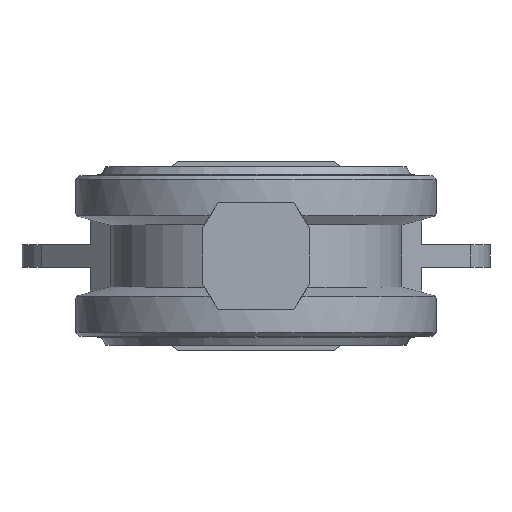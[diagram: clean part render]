
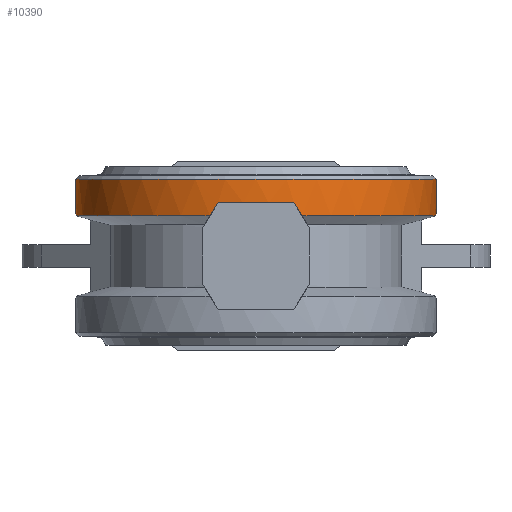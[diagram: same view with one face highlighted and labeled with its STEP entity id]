
A CAD part, front view. The second image highlights one B-rep face of the part: STEP entity #10390.
In plain terms, the highlighted cylindrical face has radius 47.5 mm (diameter 95 mm), a partial arc.
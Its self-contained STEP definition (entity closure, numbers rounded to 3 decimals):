
#37 = CARTESIAN_POINT ( 'NONE',  ( -12.107, -45.931, 10.576 ) ) ;
#297 = CIRCLE ( 'NONE', #24773, 47.5 ) ;
#420 = DIRECTION ( 'NONE',  ( 0., 0., -1. ) ) ;
#510 = CARTESIAN_POINT ( 'NONE',  ( 0., 0., 55.8 ) ) ;
#633 = ORIENTED_EDGE ( 'NONE', *, *, #16814, .T. ) ;
#658 = VERTEX_POINT ( 'NONE', #25537 ) ;
#1273 = LINE ( 'NONE', #19224, #28066 ) ;
#1334 = DIRECTION ( 'NONE',  ( 0., 0., 1. ) ) ;
#1848 = ORIENTED_EDGE ( 'NONE', *, *, #23386, .T. ) ;
#1999 = VERTEX_POINT ( 'NONE', #7426 ) ;
#2037 = CARTESIAN_POINT ( 'NONE',  ( 43.599, 18.851, 500000. ) ) ;
#2118 = ORIENTED_EDGE ( 'NONE', *, *, #5968, .T. ) ;
#2306 = AXIS2_PLACEMENT_3D ( 'NONE', #28107, #12129, #30724 ) ;
#2513 = DIRECTION ( 'NONE',  ( 0., 0., 1. ) ) ;
#3680 = CARTESIAN_POINT ( 'NONE',  ( -37.502, 29.152, 3. ) ) ;
#3760 = VERTEX_POINT ( 'NONE', #31751 ) ;
#4371 = AXIS2_PLACEMENT_3D ( 'NONE', #25906, #9916, #28582 ) ;
#4769 = CIRCLE ( 'NONE', #4371, 47.5 ) ;
#4862 = CIRCLE ( 'NONE', #22133, 47.5 ) ;
#5283 = EDGE_CURVE ( 'NONE', #32155, #1999, #1273, .T. ) ;
#5968 = EDGE_CURVE ( 'NONE', #16805, #9179, #297, .T. ) ;
#6133 = CARTESIAN_POINT ( 'NONE',  ( -37.502, 29.152, 23. ) ) ;
#6236 = DIRECTION ( 'NONE',  ( 0., 0., -1. ) ) ;
#6484 = VECTOR ( 'NONE', #20710, 1000. ) ;
#6553 = AXIS2_PLACEMENT_3D ( 'NONE', #510, #16698, #27430 ) ;
#6595 = VERTEX_POINT ( 'NONE', #22442 ) ;
#6746 = VERTEX_POINT ( 'NONE', #15099 ) ;
#7057 = EDGE_CURVE ( 'NONE', #658, #3760, #31451, .T. ) ;
#7426 = CARTESIAN_POINT ( 'NONE',  ( -43.599, 18.851, 3. ) ) ;
#7471 = EDGE_CURVE ( 'NONE', #29869, #6595, #26965, .T. ) ;
#8300 = CARTESIAN_POINT ( 'NONE',  ( 0., 0., 3. ) ) ;
#8903 = EDGE_CURVE ( 'NONE', #3760, #28149, #28103, .T. ) ;
#9179 = VERTEX_POINT ( 'NONE', #18848 ) ;
#9916 = DIRECTION ( 'NONE',  ( 0., 0., 1. ) ) ;
#10039 = DIRECTION ( 'NONE',  ( 0., 0., -1. ) ) ;
#10191 = CIRCLE ( 'NONE', #33989, 47.5 ) ;
#10390 = ADVANCED_FACE ( 'NONE', ( #23751 ), #27523, .T. ) ;
#11021 = DIRECTION ( 'NONE',  ( -1., 0., 0. ) ) ;
#11481 = ORIENTED_EDGE ( 'NONE', *, *, #7057, .F. ) ;
#12054 = VECTOR ( 'NONE', #6236, 1000. ) ;
#12129 = DIRECTION ( 'NONE',  ( 0., 0., 1. ) ) ;
#12885 = LINE ( 'NONE', #6133, #12054 ) ;
#13246 = EDGE_CURVE ( 'NONE', #1999, #28351, #4862, .T. ) ;
#13447 = CARTESIAN_POINT ( 'NONE',  ( -10., -46.435, 14. ) ) ;
#14147 = CARTESIAN_POINT ( 'NONE',  ( 10., -46.435, 14. ) ) ;
#14187 = AXIS2_PLACEMENT_3D ( 'NONE', #26035, #10039, #28719 ) ;
#15099 = CARTESIAN_POINT ( 'NONE',  ( -12.107, -45.931, 10.576 ) ) ;
#15539 = EDGE_CURVE ( 'NONE', #9179, #28351, #12885, .T. ) ;
#15952 = ORIENTED_EDGE ( 'NONE', *, *, #32863, .F. ) ;
#16124 = CARTESIAN_POINT ( 'NONE',  ( -11.409, -46.115, 11.711 ) ) ;
#16464 = DIRECTION ( 'NONE',  ( 1., 0., 0. ) ) ;
#16698 = DIRECTION ( 'NONE',  ( 0., 0., 1. ) ) ;
#16805 = VERTEX_POINT ( 'NONE', #28005 ) ;
#16814 = EDGE_CURVE ( 'NONE', #32155, #6746, #10191, .T. ) ;
#17405 = CARTESIAN_POINT ( 'NONE',  ( 0., 0., 10.576 ) ) ;
#18658 = DIRECTION ( 'NONE',  ( 0., 0., -1. ) ) ;
#18747 = CARTESIAN_POINT ( 'NONE',  ( 37.502, 29.152, 23. ) ) ;
#18848 = CARTESIAN_POINT ( 'NONE',  ( -37.502, 29.152, 20.2 ) ) ;
#19224 = CARTESIAN_POINT ( 'NONE',  ( -43.599, 18.851, 500000. ) ) ;
#19559 = CARTESIAN_POINT ( 'NONE',  ( 37.502, 29.152, 3. ) ) ;
#19804 = VECTOR ( 'NONE', #2513, 1000. ) ;
#20022 = DIRECTION ( 'NONE',  ( 1., 0., 0. ) ) ;
#20150 =( BOUNDED_CURVE ( )  B_SPLINE_CURVE ( 3, ( #13447, #31988, #16124, #37 ),
 .UNSPECIFIED., .F., .F. ) 
 B_SPLINE_CURVE_WITH_KNOTS ( ( 4, 4 ),
 ( 1.783, 1.829 ),
 .UNSPECIFIED. ) 
 CURVE ( )  GEOMETRIC_REPRESENTATION_ITEM ( )  RATIONAL_B_SPLINE_CURVE ( ( 1., 1., 1., 1. ) ) 
 REPRESENTATION_ITEM ( '' )  );
#20710 = DIRECTION ( 'NONE',  ( 0., 0., -1. ) ) ;
#20851 = ORIENTED_EDGE ( 'NONE', *, *, #8903, .F. ) ;
#21469 = LINE ( 'NONE', #18747, #19804 ) ;
#21538 = VERTEX_POINT ( 'NONE', #19559 ) ;
#22133 = AXIS2_PLACEMENT_3D ( 'NONE', #8300, #27003, #11021 ) ;
#22352 = ORIENTED_EDGE ( 'NONE', *, *, #13246, .F. ) ;
#22376 = CIRCLE ( 'NONE', #2306, 47.5 ) ;
#22442 = CARTESIAN_POINT ( 'NONE',  ( 43.599, 18.851, 3. ) ) ;
#23018 = EDGE_CURVE ( 'NONE', #21538, #16805, #21469, .T. ) ;
#23386 = EDGE_CURVE ( 'NONE', #6595, #21538, #4769, .T. ) ;
#23489 = CARTESIAN_POINT ( 'NONE',  ( -43.599, 18.851, 10.576 ) ) ;
#23751 = FACE_OUTER_BOUND ( 'NONE', #24767, .T. ) ;
#24715 = CARTESIAN_POINT ( 'NONE',  ( 11.409, -46.115, 11.711 ) ) ;
#24767 = EDGE_LOOP ( 'NONE', ( #30594, #2118, #25547, #22352, #29893, #633, #15952, #20851, #11481, #27178, #25271, #1848 ) ) ;
#24773 = AXIS2_PLACEMENT_3D ( 'NONE', #31359, #18658, #16464 ) ;
#25271 = ORIENTED_EDGE ( 'NONE', *, *, #7471, .T. ) ;
#25537 = CARTESIAN_POINT ( 'NONE',  ( 12.107, -45.931, 10.576 ) ) ;
#25547 = ORIENTED_EDGE ( 'NONE', *, *, #15539, .T. ) ;
#25906 = CARTESIAN_POINT ( 'NONE',  ( 0., 0., 3. ) ) ;
#26035 = CARTESIAN_POINT ( 'NONE',  ( 0., 0., 14. ) ) ;
#26965 = LINE ( 'NONE', #2037, #6484 ) ;
#27003 = DIRECTION ( 'NONE',  ( 0., 0., -1. ) ) ;
#27178 = ORIENTED_EDGE ( 'NONE', *, *, #29905, .T. ) ;
#27416 = CARTESIAN_POINT ( 'NONE',  ( 12.107, -45.931, 10.576 ) ) ;
#27430 = DIRECTION ( 'NONE',  ( 1., 0., 0. ) ) ;
#27523 = CYLINDRICAL_SURFACE ( 'NONE', #6553, 47.5 ) ;
#28005 = CARTESIAN_POINT ( 'NONE',  ( 37.502, 29.152, 20.2 ) ) ;
#28066 = VECTOR ( 'NONE', #420, 1000. ) ;
#28103 = CIRCLE ( 'NONE', #14187, 47.5 ) ;
#28107 = CARTESIAN_POINT ( 'NONE',  ( 0., 0., 10.576 ) ) ;
#28149 = VERTEX_POINT ( 'NONE', #32146 ) ;
#28351 = VERTEX_POINT ( 'NONE', #3680 ) ;
#28582 = DIRECTION ( 'NONE',  ( 1., 0., 0. ) ) ;
#28719 = DIRECTION ( 'NONE',  ( -1., 0., 0. ) ) ;
#29869 = VERTEX_POINT ( 'NONE', #30384 ) ;
#29893 = ORIENTED_EDGE ( 'NONE', *, *, #5283, .F. ) ;
#29905 = EDGE_CURVE ( 'NONE', #658, #29869, #22376, .T. ) ;
#30054 = CARTESIAN_POINT ( 'NONE',  ( 10.706, -46.283, 12.853 ) ) ;
#30384 = CARTESIAN_POINT ( 'NONE',  ( 43.599, 18.851, 10.576 ) ) ;
#30594 = ORIENTED_EDGE ( 'NONE', *, *, #23018, .T. ) ;
#30724 = DIRECTION ( 'NONE',  ( 1., 0., 0. ) ) ;
#31359 = CARTESIAN_POINT ( 'NONE',  ( 0., 0., 20.2 ) ) ;
#31451 =( BOUNDED_CURVE ( )  B_SPLINE_CURVE ( 3, ( #27416, #24715, #30054, #14147 ),
 .UNSPECIFIED., .F., .T. ) 
 B_SPLINE_CURVE_WITH_KNOTS ( ( 4, 4 ),
 ( 4.455, 4.5 ),
 .UNSPECIFIED. ) 
 CURVE ( )  GEOMETRIC_REPRESENTATION_ITEM ( )  RATIONAL_B_SPLINE_CURVE ( ( 1., 1., 1., 1. ) ) 
 REPRESENTATION_ITEM ( '' )  );
#31751 = CARTESIAN_POINT ( 'NONE',  ( 10., -46.435, 14. ) ) ;
#31988 = CARTESIAN_POINT ( 'NONE',  ( -10.706, -46.283, 12.853 ) ) ;
#32146 = CARTESIAN_POINT ( 'NONE',  ( -10., -46.435, 14. ) ) ;
#32155 = VERTEX_POINT ( 'NONE', #23489 ) ;
#32863 = EDGE_CURVE ( 'NONE', #28149, #6746, #20150, .T. ) ;
#33989 = AXIS2_PLACEMENT_3D ( 'NONE', #17405, #1334, #20022 ) ;
